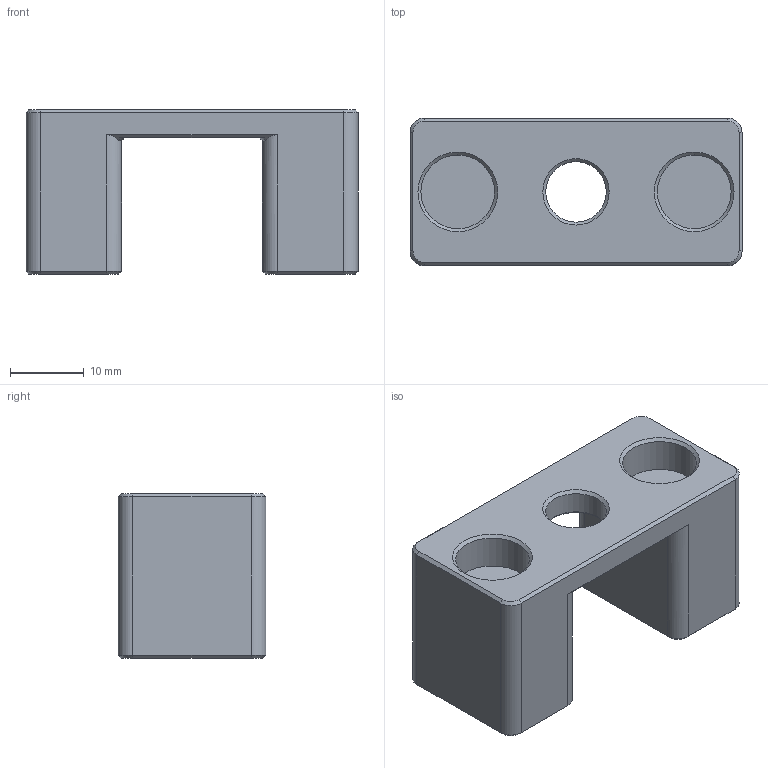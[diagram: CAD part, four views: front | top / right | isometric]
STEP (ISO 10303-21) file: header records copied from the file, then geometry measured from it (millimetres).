
FILE_DESCRIPTION(/* description */ (''),/* implementation_level */ '2;1');
FILE_NAME(/* name */ 'B-Z_Shoulder_Bolt_Support-T.stp',/* time_stamp */ '2021-01-26T16:26:42-08:00',/* author */ (''),/* organization */ (''),/* preprocessor_version */ 'ST-DEVELOPER v18.1',/* originating_system */ 'Autodesk Translation Framework v9.7.0.1280',/* authorisation */ '');
FILE_SCHEMA (('AUTOMOTIVE_DESIGN { 1 0 10303 214 3 1 1 }'));
Length unit declared in the file: millimetre
Products named in the file (1): Shoulder Support
Bounding box: 45 x 20 x 22.3 mm (x, y, z)
Volume: 11036.4 mm3; surface area: 5367.2 mm2
Topology: 1 solids, 1 shells, 65 faces, 145 edges, 86 vertices
Faces by surface type: plane 30, cone 22, cylinder 13
Full cylindrical faces by diameter (mm): 5.5 x2, 8.2 x1, 10 x2
Entity records: 1817 total; most frequent: DIRECTION 327, CARTESIAN_POINT 305, ORIENTED_EDGE 290, EDGE_CURVE 145, AXIS2_PLACEMENT_3D 120, LINE 87, VECTOR 87, VERTEX_POINT 86
